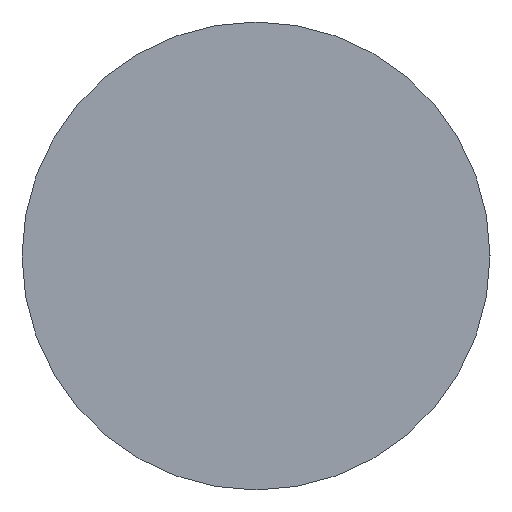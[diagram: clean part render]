
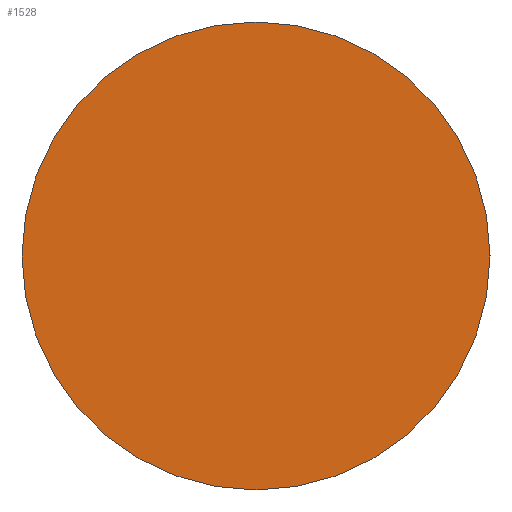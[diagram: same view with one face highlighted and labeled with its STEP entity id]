
A CAD part, left-side view. The second image highlights one B-rep face of the part: STEP entity #1528.
In plain terms, the highlighted planar face has unit normal (-1, 0, 0).
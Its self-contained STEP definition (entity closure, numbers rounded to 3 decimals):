
#206=CIRCLE('',#1821,21.5);
#316=FACE_OUTER_BOUND('',#423,.T.);
#423=EDGE_LOOP('',(#1214));
#751=VERTEX_POINT('',#2717);
#917=EDGE_CURVE('',#751,#751,#206,.T.);
#1214=ORIENTED_EDGE('',*,*,#917,.T.);
#1458=PLANE('',#1822);
#1528=ADVANCED_FACE('',(#316),#1458,.T.);
#1821=AXIS2_PLACEMENT_3D('',#2718,#2173,#2174);
#1822=AXIS2_PLACEMENT_3D('',#2720,#2176,#2177);
#2173=DIRECTION('center_axis',(-1.,0.,0.));
#2174=DIRECTION('ref_axis',(0.,0.,1.));
#2176=DIRECTION('center_axis',(-1.,0.,0.));
#2177=DIRECTION('ref_axis',(0.,0.,1.));
#2717=CARTESIAN_POINT('',(0.,-21.5,0.));
#2718=CARTESIAN_POINT('Origin',(0.,0.,
0.));
#2720=CARTESIAN_POINT('Origin',(0.,0.,0.));
